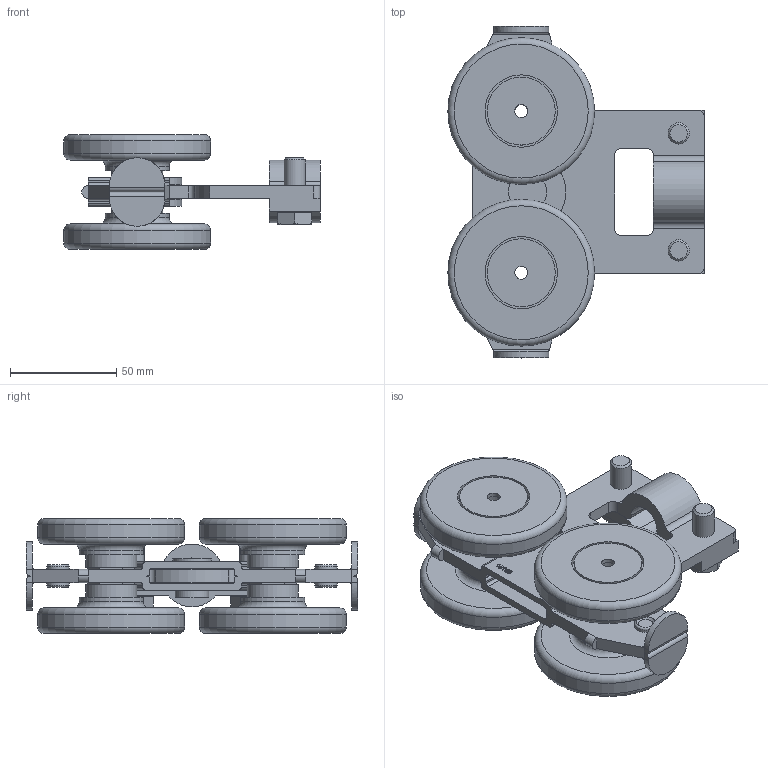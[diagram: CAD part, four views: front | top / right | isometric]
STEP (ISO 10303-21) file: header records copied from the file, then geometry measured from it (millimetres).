
FILE_DESCRIPTION(/* description */ (''),/* implementation_level */ '2;1');
FILE_NAME(/* name */ '0882.stp',/* time_stamp */ '2018-02-15T11:38:26+01:00',/* author */ ('Giuliano'),/* organization */ (''),/* preprocessor_version */ 'ST-DEVELOPER v16.5',/* originating_system */ 'Autodesk Inventor 2017',/* authorisation */ '');
FILE_SCHEMA (('AUTOMOTIVE_DESIGN { 1 0 10303 214 3 1 1 }'));
Length unit declared in the file: millimetre
Products named in the file (1): Pièce1
Bounding box: 120.5 x 156 x 54 mm (x, y, z)
Volume: 272179.4 mm3; surface area: 93710 mm2
Topology: 8 solids, 12 shells, 508 faces, 1312 edges, 884 vertices
Faces by surface type: plane 231, cylinder 148, bspline 94, cone 19, torus 16
Full cylindrical faces by diameter (mm): 5.2 x2, 6.1 x4, 10 x4, 10.1 x2, 10.4 x4, 14 x4, 14.1 x2, 14.2 x4, 14.63 x2, 15.8 x1, 16.2 x3, 18 x1, 22 x4, 24 x4, 30 x4, 32 x4, 34 x4, 69 x4
Entity records: 16311 total; most frequent: CARTESIAN_POINT 4235, ORIENTED_EDGE 2448, DIRECTION 2042, EDGE_CURVE 1224, VERTEX_POINT 876, AXIS2_PLACEMENT_3D 719, EDGE_LOOP 674, LINE 604
